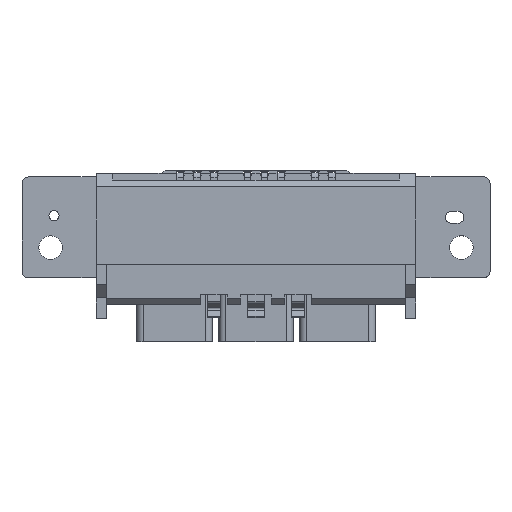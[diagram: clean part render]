
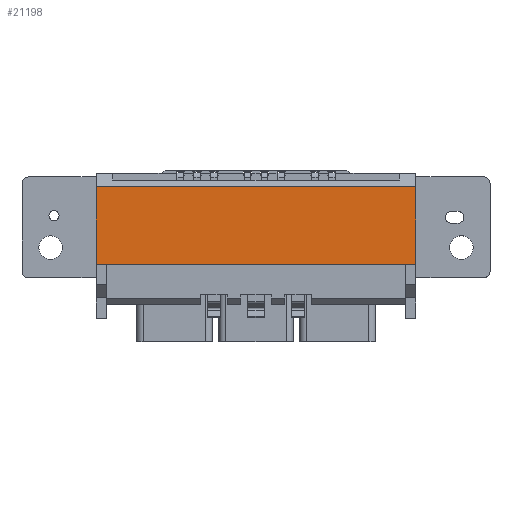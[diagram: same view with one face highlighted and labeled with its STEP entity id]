
A CAD part, top view. The second image highlights one B-rep face of the part: STEP entity #21198.
In plain terms, the highlighted planar face has unit normal (0, 0, 1).
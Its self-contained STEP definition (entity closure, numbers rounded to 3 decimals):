
#6555 = PLANE('',#6556);
#6556 = AXIS2_PLACEMENT_3D('',#6557,#6558,#6559);
#6557 = CARTESIAN_POINT('',(-23.75,-21.5,-1.));
#6558 = DIRECTION('',(-1.,0.,0.));
#6559 = DIRECTION('',(0.,1.,0.));
#6979 = PLANE('',#6980);
#6980 = AXIS2_PLACEMENT_3D('',#6981,#6982,#6983);
#6981 = CARTESIAN_POINT('',(23.75,0.5,-1.));
#6982 = DIRECTION('',(1.,0.,0.));
#6983 = DIRECTION('',(0.,-1.,0.));
#10765 = VERTEX_POINT('',#10766);
#10766 = CARTESIAN_POINT('',(-23.75,-13.5,19.));
#10780 = PLANE('',#10781);
#10781 = AXIS2_PLACEMENT_3D('',#10782,#10783,#10784);
#10782 = CARTESIAN_POINT('',(23.75,-13.5,19.));
#10783 = DIRECTION('',(0.,-1.,0.));
#10784 = DIRECTION('',(0.,0.,-1.));
#10792 = EDGE_CURVE('',#10765,#10793,#10795,.T.);
#10793 = VERTEX_POINT('',#10794);
#10794 = CARTESIAN_POINT('',(-23.75,-2.,19.));
#10795 = SURFACE_CURVE('',#10796,(#10800,#10807),.PCURVE_S1.);
#10796 = LINE('',#10797,#10798);
#10797 = CARTESIAN_POINT('',(-23.75,-21.5,19.));
#10798 = VECTOR('',#10799,1.);
#10799 = DIRECTION('',(0.,1.,0.));
#10800 = PCURVE('',#6555,#10801);
#10801 = DEFINITIONAL_REPRESENTATION('',(#10802),#10806);
#10802 = LINE('',#10803,#10804);
#10803 = CARTESIAN_POINT('',(0.,-20.));
#10804 = VECTOR('',#10805,1.);
#10805 = DIRECTION('',(1.,0.));
#10806 = ( GEOMETRIC_REPRESENTATION_CONTEXT(2) 
PARAMETRIC_REPRESENTATION_CONTEXT() REPRESENTATION_CONTEXT('2D SPACE',''
  ) );
#10807 = PCURVE('',#10808,#10813);
#10808 = PLANE('',#10809);
#10809 = AXIS2_PLACEMENT_3D('',#10810,#10811,#10812);
#10810 = CARTESIAN_POINT('',(0.,-10.5,19.));
#10811 = DIRECTION('',(-0.,-0.,-1.));
#10812 = DIRECTION('',(-1.,0.,0.));
#10813 = DEFINITIONAL_REPRESENTATION('',(#10814),#10818);
#10814 = LINE('',#10815,#10816);
#10815 = CARTESIAN_POINT('',(23.75,-11.));
#10816 = VECTOR('',#10817,1.);
#10817 = DIRECTION('',(0.,1.));
#10818 = ( GEOMETRIC_REPRESENTATION_CONTEXT(2) 
PARAMETRIC_REPRESENTATION_CONTEXT() REPRESENTATION_CONTEXT('2D SPACE',''
  ) );
#10836 = PLANE('',#10837);
#10837 = AXIS2_PLACEMENT_3D('',#10838,#10839,#10840);
#10838 = CARTESIAN_POINT('',(23.75,-2.,19.));
#10839 = DIRECTION('',(0.,-0.707,-0.707));
#10840 = DIRECTION('',(0.,0.707,-0.707));
#11523 = VERTEX_POINT('',#11524);
#11524 = CARTESIAN_POINT('',(23.75,-2.,19.));
#11545 = EDGE_CURVE('',#11523,#11546,#11548,.T.);
#11546 = VERTEX_POINT('',#11547);
#11547 = CARTESIAN_POINT('',(23.75,-13.5,19.));
#11548 = SURFACE_CURVE('',#11549,(#11553,#11560),.PCURVE_S1.);
#11549 = LINE('',#11550,#11551);
#11550 = CARTESIAN_POINT('',(23.75,0.5,19.));
#11551 = VECTOR('',#11552,1.);
#11552 = DIRECTION('',(0.,-1.,0.));
#11553 = PCURVE('',#6979,#11554);
#11554 = DEFINITIONAL_REPRESENTATION('',(#11555),#11559);
#11555 = LINE('',#11556,#11557);
#11556 = CARTESIAN_POINT('',(0.,-20.));
#11557 = VECTOR('',#11558,1.);
#11558 = DIRECTION('',(1.,0.));
#11559 = ( GEOMETRIC_REPRESENTATION_CONTEXT(2) 
PARAMETRIC_REPRESENTATION_CONTEXT() REPRESENTATION_CONTEXT('2D SPACE',''
  ) );
#11560 = PCURVE('',#10808,#11561);
#11561 = DEFINITIONAL_REPRESENTATION('',(#11562),#11566);
#11562 = LINE('',#11563,#11564);
#11563 = CARTESIAN_POINT('',(-23.75,11.));
#11564 = VECTOR('',#11565,1.);
#11565 = DIRECTION('',(0.,-1.));
#11566 = ( GEOMETRIC_REPRESENTATION_CONTEXT(2) 
PARAMETRIC_REPRESENTATION_CONTEXT() REPRESENTATION_CONTEXT('2D SPACE',''
  ) );
#21081 = EDGE_CURVE('',#11523,#10793,#21082,.T.);
#21082 = SURFACE_CURVE('',#21083,(#21087,#21094),.PCURVE_S1.);
#21083 = LINE('',#21084,#21085);
#21084 = CARTESIAN_POINT('',(23.75,-2.,19.));
#21085 = VECTOR('',#21086,1.);
#21086 = DIRECTION('',(-1.,-0.,-0.));
#21087 = PCURVE('',#10836,#21088);
#21088 = DEFINITIONAL_REPRESENTATION('',(#21089),#21093);
#21089 = LINE('',#21090,#21091);
#21090 = CARTESIAN_POINT('',(0.,0.));
#21091 = VECTOR('',#21092,1.);
#21092 = DIRECTION('',(0.,-1.));
#21093 = ( GEOMETRIC_REPRESENTATION_CONTEXT(2) 
PARAMETRIC_REPRESENTATION_CONTEXT() REPRESENTATION_CONTEXT('2D SPACE',''
  ) );
#21094 = PCURVE('',#10808,#21095);
#21095 = DEFINITIONAL_REPRESENTATION('',(#21096),#21100);
#21096 = LINE('',#21097,#21098);
#21097 = CARTESIAN_POINT('',(-23.75,8.5));
#21098 = VECTOR('',#21099,1.);
#21099 = DIRECTION('',(1.,0.));
#21100 = ( GEOMETRIC_REPRESENTATION_CONTEXT(2) 
PARAMETRIC_REPRESENTATION_CONTEXT() REPRESENTATION_CONTEXT('2D SPACE',''
  ) );
#21198 = ADVANCED_FACE('',(#21199),#10808,.F.);
#21199 = FACE_BOUND('',#21200,.F.);
#21200 = EDGE_LOOP('',(#21201,#21202,#21203,#21204));
#21201 = ORIENTED_EDGE('',*,*,#10792,.T.);
#21202 = ORIENTED_EDGE('',*,*,#21081,.F.);
#21203 = ORIENTED_EDGE('',*,*,#11545,.T.);
#21204 = ORIENTED_EDGE('',*,*,#21205,.T.);
#21205 = EDGE_CURVE('',#11546,#10765,#21206,.T.);
#21206 = SURFACE_CURVE('',#21207,(#21211,#21218),.PCURVE_S1.);
#21207 = LINE('',#21208,#21209);
#21208 = CARTESIAN_POINT('',(23.75,-13.5,19.));
#21209 = VECTOR('',#21210,1.);
#21210 = DIRECTION('',(-1.,-0.,-0.));
#21211 = PCURVE('',#10808,#21212);
#21212 = DEFINITIONAL_REPRESENTATION('',(#21213),#21217);
#21213 = LINE('',#21214,#21215);
#21214 = CARTESIAN_POINT('',(-23.75,-3.));
#21215 = VECTOR('',#21216,1.);
#21216 = DIRECTION('',(1.,0.));
#21217 = ( GEOMETRIC_REPRESENTATION_CONTEXT(2) 
PARAMETRIC_REPRESENTATION_CONTEXT() REPRESENTATION_CONTEXT('2D SPACE',''
  ) );
#21218 = PCURVE('',#10780,#21219);
#21219 = DEFINITIONAL_REPRESENTATION('',(#21220),#21224);
#21220 = LINE('',#21221,#21222);
#21221 = CARTESIAN_POINT('',(0.,0.));
#21222 = VECTOR('',#21223,1.);
#21223 = DIRECTION('',(0.,-1.));
#21224 = ( GEOMETRIC_REPRESENTATION_CONTEXT(2) 
PARAMETRIC_REPRESENTATION_CONTEXT() REPRESENTATION_CONTEXT('2D SPACE',''
  ) );
